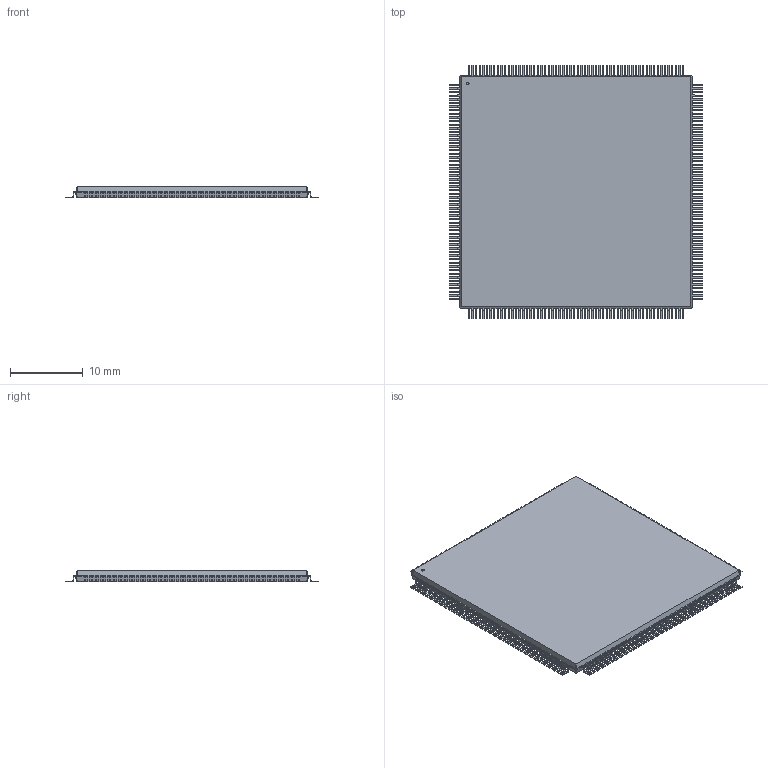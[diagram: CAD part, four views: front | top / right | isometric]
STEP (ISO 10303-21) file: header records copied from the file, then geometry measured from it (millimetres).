
FILE_DESCRIPTION(/* description */ ('model of PQFP-240_32.1x32.1mm_P0.5mm'),/* implementation_level */ '2;1');
FILE_NAME(/* name */ 'PQFP-240_32.1x32.1mm_P0.5mm.step',/* time_stamp */ '2018-11-04T15:32:50',/* author */ ('kicad StepUp','ksu'),/* organization */ ('FreeCAD'),/* preprocessor_version */ 'OCC',/* originating_system */ 'kicad StepUp',/* authorisation */ '');
FILE_SCHEMA(('AUTOMOTIVE_DESIGN { 1 0 10303 214 1 1 1 1 }'));
Products named in the file (1): PQFP_240_321x321mm_P05mm
Bounding box: 34.92 x 34.92 x 1.6 mm (x, y, z)
Volume: 1535.5 mm3; surface area: 2517.5 mm2
Topology: 1 solids, 1 shells, 3636 faces, 9915 edges, 6282 vertices
Faces by surface type: plane 2411, cylinder 961, bspline 264
Full cylindrical faces by diameter (mm): 0.4 x1
Entity records: 138423 total; most frequent: CARTESIAN_POINT 20658, ORIENTED_EDGE 19830, DIRECTION 18551, EDGE_CURVE 9915, LINE 7961, VECTOR 7961, VERTEX_POINT 6282, AXIS2_PLACEMENT_3D 5295
